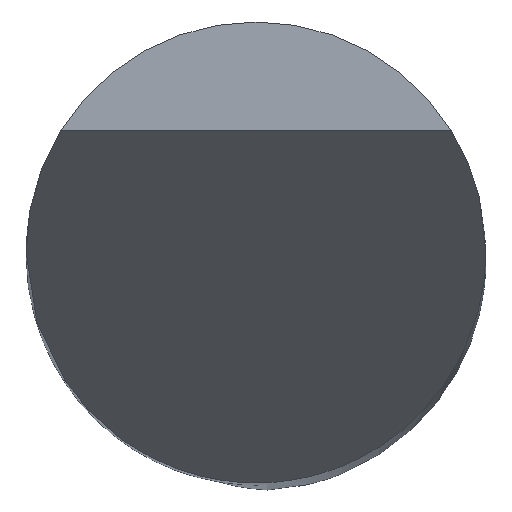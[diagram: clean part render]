
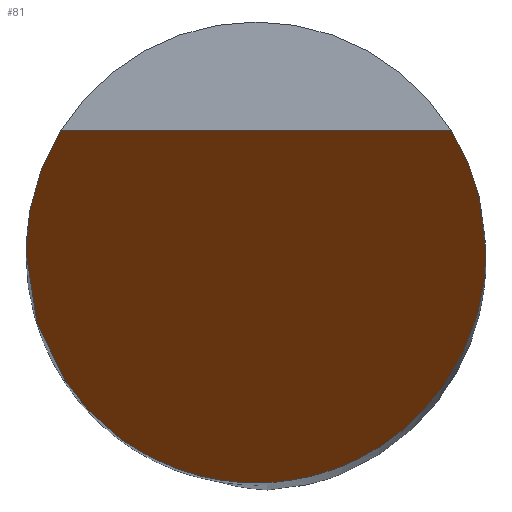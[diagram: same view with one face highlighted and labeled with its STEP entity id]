
A CAD part, top view. The second image highlights one B-rep face of the part: STEP entity #81.
In plain terms, the highlighted planar face has unit normal (0, -0.866, 0.5).
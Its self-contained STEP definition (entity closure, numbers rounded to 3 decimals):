
#66=PLANE('',#511);
#81=ADVANCED_FACE('',(#112),#66,.F.);
#112=FACE_OUTER_BOUND('',#138,.T.);
#138=EDGE_LOOP('',(#251,#252,#253,#254));
#169=LINE('',#875,#192);
#192=VECTOR('',#568,1.);
#251=ORIENTED_EDGE('',*,*,#389,.T.);
#252=ORIENTED_EDGE('',*,*,#375,.T.);
#253=ORIENTED_EDGE('',*,*,#391,.T.);
#254=ORIENTED_EDGE('',*,*,#405,.T.);
#334=VERTEX_POINT('',#659);
#335=VERTEX_POINT('',#664);
#346=VERTEX_POINT('',#807);
#347=VERTEX_POINT('',#809);
#375=EDGE_CURVE('',#335,#334,#462,.T.);
#389=EDGE_CURVE('',#346,#335,#464,.T.);
#391=EDGE_CURVE('',#334,#347,#465,.T.);
#405=EDGE_CURVE('',#347,#346,#169,.T.);
#462=(
BOUNDED_CURVE()
B_SPLINE_CURVE(3,(#660,#661,#662,#663),.UNSPECIFIED.,.F.,.F.)
B_SPLINE_CURVE_WITH_KNOTS((4,4),(0.,1.),.UNSPECIFIED.)
CURVE()
GEOMETRIC_REPRESENTATION_ITEM()
RATIONAL_B_SPLINE_CURVE((1.,0.333,0.333,1.))
REPRESENTATION_ITEM('')
);
#464=(
BOUNDED_CURVE()
B_SPLINE_CURVE(3,(#803,#804,#805,#806),.UNSPECIFIED.,.F.,.F.)
B_SPLINE_CURVE_WITH_KNOTS((4,4),(0.,1.),.UNSPECIFIED.)
CURVE()
GEOMETRIC_REPRESENTATION_ITEM()
RATIONAL_B_SPLINE_CURVE((1.,0.974,0.974,1.))
REPRESENTATION_ITEM('')
);
#465=(
BOUNDED_CURVE()
B_SPLINE_CURVE(3,(#810,#811,#812,#813),.UNSPECIFIED.,.F.,.F.)
B_SPLINE_CURVE_WITH_KNOTS((4,4),(0.,1.),.UNSPECIFIED.)
CURVE()
GEOMETRIC_REPRESENTATION_ITEM()
RATIONAL_B_SPLINE_CURVE((1.,0.974,0.974,1.))
REPRESENTATION_ITEM('')
);
#511=AXIS2_PLACEMENT_3D('',#877,#571,#572);
#568=DIRECTION('',(-1.,0.,0.));
#571=DIRECTION('',(0.,0.866,-0.5));
#572=DIRECTION('',(0.,0.5,0.866));
#659=CARTESIAN_POINT('',(3.,0.,0.));
#660=CARTESIAN_POINT('',(-3.,0.,0.));
#661=CARTESIAN_POINT('',(-3.,-6.,-10.392));
#662=CARTESIAN_POINT('',(3.,-6.,-10.392));
#663=CARTESIAN_POINT('',(3.,0.,0.));
#664=CARTESIAN_POINT('',(-3.,0.,0.));
#803=CARTESIAN_POINT('',(-2.545,1.588,2.75));
#804=CARTESIAN_POINT('',(-2.844,1.108,1.92));
#805=CARTESIAN_POINT('',(-3.,0.565,0.979));
#806=CARTESIAN_POINT('',(-3.,0.,0.));
#807=CARTESIAN_POINT('',(-2.545,1.588,2.75));
#809=CARTESIAN_POINT('',(2.545,1.588,2.75));
#810=CARTESIAN_POINT('',(3.,0.,0.));
#811=CARTESIAN_POINT('',(3.,0.565,0.979));
#812=CARTESIAN_POINT('',(2.844,1.108,1.92));
#813=CARTESIAN_POINT('',(2.545,1.588,2.75));
#875=CARTESIAN_POINT('',(0.,1.588,2.75));
#877=CARTESIAN_POINT('',(3.,-3.,-5.196));
